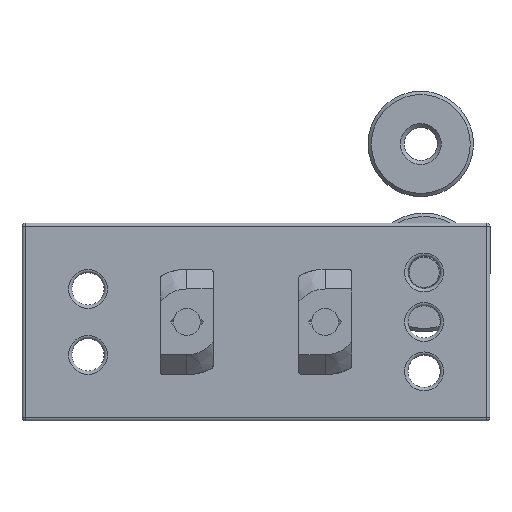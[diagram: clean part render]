
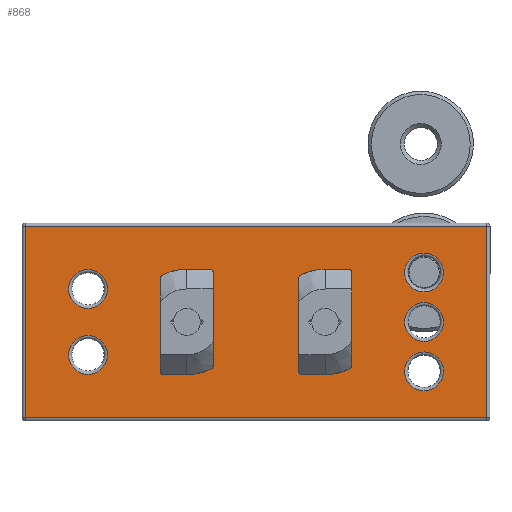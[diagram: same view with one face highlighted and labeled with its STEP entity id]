
A CAD part, front view. The second image highlights one B-rep face of the part: STEP entity #868.
In plain terms, the highlighted planar face has unit normal (0, -1, 0).
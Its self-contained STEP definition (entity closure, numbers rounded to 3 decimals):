
#12 = EDGE_CURVE ( 'NONE', #3657, #4647, #3892, .T. ) ;
#91 = EDGE_LOOP ( 'NONE', ( #3615 ) ) ;
#186 = EDGE_CURVE ( 'NONE', #5317, #3657, #5253, .T. ) ;
#271 = EDGE_CURVE ( 'NONE', #4647, #1864, #2507, .T. ) ;
#343 = LINE ( 'NONE', #3971, #4871 ) ;
#367 = AXIS2_PLACEMENT_3D ( 'NONE', #4907, #518, #3151 ) ;
#380 = EDGE_CURVE ( 'NONE', #1864, #5317, #343, .T. ) ;
#440 = ORIENTED_EDGE ( 'NONE', *, *, #1662, .T. ) ;
#445 = AXIS2_PLACEMENT_3D ( 'NONE', #4990, #1777, #4402 ) ;
#518 = DIRECTION ( 'NONE',  ( 0., 1., 0. ) ) ;
#546 = DIRECTION ( 'NONE',  ( 0., 1., 0. ) ) ;
#707 = EDGE_CURVE ( 'NONE', #1300, #1300, #3221, .T. ) ;
#808 = ORIENTED_EDGE ( 'NONE', *, *, #707, .T. ) ;
#868 = ADVANCED_FACE ( 'NONE', ( #1225, #3439, #2264, #1085, #5611, #4461, #3292, #2125 ), #1404, .F. ) ;
#904 = DIRECTION ( 'NONE',  ( -1., 0., 0. ) ) ;
#926 = EDGE_LOOP ( 'NONE', ( #2484 ) ) ;
#978 = EDGE_LOOP ( 'NONE', ( #1084 ) ) ;
#1000 = CARTESIAN_POINT ( 'NONE',  ( 25.5, -1.75, 7.5 ) ) ;
#1045 = CARTESIAN_POINT ( 'NONE',  ( -25.5, -1.75, 5. ) ) ;
#1084 = ORIENTED_EDGE ( 'NONE', *, *, #2501, .T. ) ;
#1085 = FACE_BOUND ( 'NONE', #3144, .T. ) ;
#1135 = CIRCLE ( 'NONE', #1935, 2.95 ) ;
#1145 = CARTESIAN_POINT ( 'NONE',  ( 25.5, -1.75, 0. ) ) ;
#1205 = VECTOR ( 'NONE', #1688, 1000. ) ;
#1225 = FACE_OUTER_BOUND ( 'NONE', #3607, .T. ) ;
#1300 = VERTEX_POINT ( 'NONE', #2156 ) ;
#1404 = PLANE ( 'NONE',  #367 ) ;
#1405 = EDGE_CURVE ( 'NONE', #4437, #4437, #3754, .T. ) ;
#1452 = DIRECTION ( 'NONE',  ( 0., 0., 1. ) ) ;
#1480 = DIRECTION ( 'NONE',  ( 0., 0., 1. ) ) ;
#1594 = DIRECTION ( 'NONE',  ( 0., 0., 1. ) ) ;
#1606 = CARTESIAN_POINT ( 'NONE',  ( -35., -1.75, 14.5 ) ) ;
#1662 = EDGE_CURVE ( 'NONE', #3363, #3363, #4784, .T. ) ;
#1688 = DIRECTION ( 'NONE',  ( 0., 0., 1. ) ) ;
#1737 = CARTESIAN_POINT ( 'NONE',  ( 25.5, -1.75, 10.45 ) ) ;
#1777 = DIRECTION ( 'NONE',  ( 0., 1., 0. ) ) ;
#1822 = EDGE_CURVE ( 'NONE', #5539, #5539, #1135, .T. ) ;
#1845 = EDGE_CURVE ( 'NONE', #4389, #4389, #1896, .T. ) ;
#1864 = VERTEX_POINT ( 'NONE', #4551 ) ;
#1896 = CIRCLE ( 'NONE', #2236, 2.95 ) ;
#1935 = AXIS2_PLACEMENT_3D ( 'NONE', #1000, #4076, #1452 ) ;
#2021 = EDGE_LOOP ( 'NONE', ( #5442 ) ) ;
#2125 = FACE_BOUND ( 'NONE', #3171, .T. ) ;
#2156 = CARTESIAN_POINT ( 'NONE',  ( 10.5, -1.75, 3.15 ) ) ;
#2209 = CIRCLE ( 'NONE', #3958, 2.95 ) ;
#2229 = CARTESIAN_POINT ( 'NONE',  ( -25.5, -1.75, -5. ) ) ;
#2236 = AXIS2_PLACEMENT_3D ( 'NONE', #1045, #4115, #1480 ) ;
#2264 = FACE_BOUND ( 'NONE', #926, .T. ) ;
#2314 = EDGE_CURVE ( 'NONE', #2938, #2938, #5480, .T. ) ;
#2484 = ORIENTED_EDGE ( 'NONE', *, *, #1405, .T. ) ;
#2501 = EDGE_CURVE ( 'NONE', #2799, #2799, #2209, .T. ) ;
#2507 = LINE ( 'NONE', #4309, #1205 ) ;
#2573 = DIRECTION ( 'NONE',  ( 0., 1., 0. ) ) ;
#2641 = CARTESIAN_POINT ( 'NONE',  ( 25.5, -1.75, 2.95 ) ) ;
#2668 = DIRECTION ( 'NONE',  ( 0., 0., 1. ) ) ;
#2796 = CARTESIAN_POINT ( 'NONE',  ( -35., -1.75, -14.5 ) ) ;
#2799 = VERTEX_POINT ( 'NONE', #2641 ) ;
#2816 = EDGE_LOOP ( 'NONE', ( #808 ) ) ;
#2929 = CARTESIAN_POINT ( 'NONE',  ( 35., -1.75, -14.5 ) ) ;
#2938 = VERTEX_POINT ( 'NONE', #4379 ) ;
#3144 = EDGE_LOOP ( 'NONE', ( #3666 ) ) ;
#3151 = DIRECTION ( 'NONE',  ( 0., 0., 1. ) ) ;
#3171 = EDGE_LOOP ( 'NONE', ( #440 ) ) ;
#3173 = CARTESIAN_POINT ( 'NONE',  ( 25.5, -1.75, -7.5 ) ) ;
#3219 = AXIS2_PLACEMENT_3D ( 'NONE', #2229, #5292, #2668 ) ;
#3221 = CIRCLE ( 'NONE', #4686, 3.15 ) ;
#3292 = FACE_BOUND ( 'NONE', #2021, .T. ) ;
#3363 = VERTEX_POINT ( 'NONE', #3920 ) ;
#3439 = FACE_BOUND ( 'NONE', #2816, .T. ) ;
#3486 = CARTESIAN_POINT ( 'NONE',  ( -10.5, -1.75, 3.15 ) ) ;
#3607 = EDGE_LOOP ( 'NONE', ( #4785, #4848, #3922, #4925 ) ) ;
#3615 = ORIENTED_EDGE ( 'NONE', *, *, #2314, .T. ) ;
#3622 = DIRECTION ( 'NONE',  ( 0., 0., 1. ) ) ;
#3657 = VERTEX_POINT ( 'NONE', #4147 ) ;
#3666 = ORIENTED_EDGE ( 'NONE', *, *, #1822, .T. ) ;
#3754 = CIRCLE ( 'NONE', #445, 3.15 ) ;
#3756 = VECTOR ( 'NONE', #5418, 1000. ) ;
#3892 = LINE ( 'NONE', #2796, #3756 ) ;
#3920 = CARTESIAN_POINT ( 'NONE',  ( -25.5, -1.75, -2.05 ) ) ;
#3922 = ORIENTED_EDGE ( 'NONE', *, *, #186, .T. ) ;
#3956 = VECTOR ( 'NONE', #4230, 1000. ) ;
#3958 = AXIS2_PLACEMENT_3D ( 'NONE', #1145, #4214, #1594 ) ;
#3971 = CARTESIAN_POINT ( 'NONE',  ( -35., -1.75, 14.5 ) ) ;
#4076 = DIRECTION ( 'NONE',  ( 0., 1., 0. ) ) ;
#4115 = DIRECTION ( 'NONE',  ( 0., 1., 0. ) ) ;
#4147 = CARTESIAN_POINT ( 'NONE',  ( -35., -1.75, -14.5 ) ) ;
#4214 = DIRECTION ( 'NONE',  ( 0., 1., 0. ) ) ;
#4230 = DIRECTION ( 'NONE',  ( 0., 0., -1. ) ) ;
#4309 = CARTESIAN_POINT ( 'NONE',  ( 35., -1.75, 14.5 ) ) ;
#4379 = CARTESIAN_POINT ( 'NONE',  ( 25.5, -1.75, -4.55 ) ) ;
#4389 = VERTEX_POINT ( 'NONE', #4800 ) ;
#4402 = DIRECTION ( 'NONE',  ( 0., 0., 1. ) ) ;
#4415 = CARTESIAN_POINT ( 'NONE',  ( -35., -1.75, 14.5 ) ) ;
#4437 = VERTEX_POINT ( 'NONE', #3486 ) ;
#4461 = FACE_BOUND ( 'NONE', #91, .T. ) ;
#4551 = CARTESIAN_POINT ( 'NONE',  ( 35., -1.75, 14.5 ) ) ;
#4647 = VERTEX_POINT ( 'NONE', #2929 ) ;
#4686 = AXIS2_PLACEMENT_3D ( 'NONE', #5637, #2573, #5186 ) ;
#4784 = CIRCLE ( 'NONE', #3219, 2.95 ) ;
#4785 = ORIENTED_EDGE ( 'NONE', *, *, #271, .T. ) ;
#4800 = CARTESIAN_POINT ( 'NONE',  ( -25.5, -1.75, 7.95 ) ) ;
#4848 = ORIENTED_EDGE ( 'NONE', *, *, #380, .T. ) ;
#4871 = VECTOR ( 'NONE', #904, 1000. ) ;
#4907 = CARTESIAN_POINT ( 'NONE',  ( -35., -1.75, 14.5 ) ) ;
#4925 = ORIENTED_EDGE ( 'NONE', *, *, #12, .T. ) ;
#4990 = CARTESIAN_POINT ( 'NONE',  ( -10.5, -1.75, 0. ) ) ;
#5186 = DIRECTION ( 'NONE',  ( 0., 0., 1. ) ) ;
#5253 = LINE ( 'NONE', #1606, #3956 ) ;
#5292 = DIRECTION ( 'NONE',  ( 0., 1., 0. ) ) ;
#5317 = VERTEX_POINT ( 'NONE', #4415 ) ;
#5418 = DIRECTION ( 'NONE',  ( 1., 0., 0. ) ) ;
#5442 = ORIENTED_EDGE ( 'NONE', *, *, #1845, .T. ) ;
#5480 = CIRCLE ( 'NONE', #5519, 2.95 ) ;
#5519 = AXIS2_PLACEMENT_3D ( 'NONE', #3173, #546, #3622 ) ;
#5539 = VERTEX_POINT ( 'NONE', #1737 ) ;
#5611 = FACE_BOUND ( 'NONE', #978, .T. ) ;
#5637 = CARTESIAN_POINT ( 'NONE',  ( 10.5, -1.75, 0. ) ) ;
